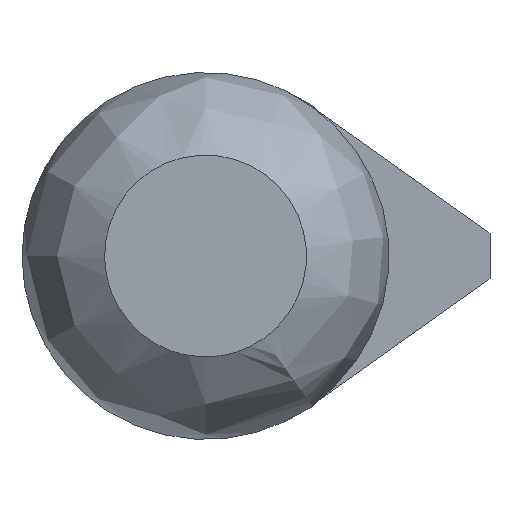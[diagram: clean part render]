
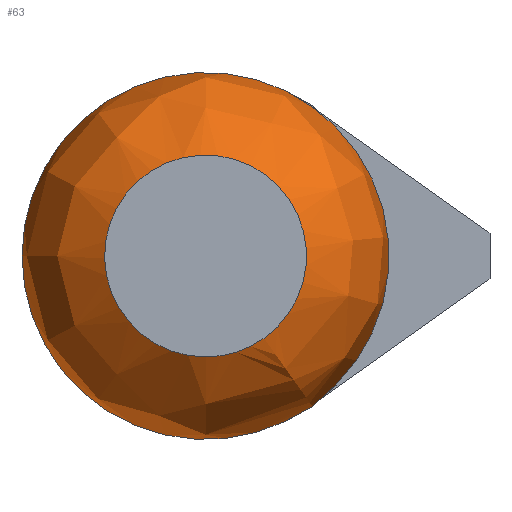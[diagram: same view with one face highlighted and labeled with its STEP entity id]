
A CAD part, front view. The second image highlights one B-rep face of the part: STEP entity #63.
In plain terms, the highlighted free-form (B-spline) face has degree [3, 3] with [4, 7] control points.
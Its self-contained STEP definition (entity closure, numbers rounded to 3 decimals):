
#63 = ADVANCED_FACE( '', ( #134, #135 ), #136, .T. );
#134 = FACE_OUTER_BOUND( '', #213, .T. );
#135 = FACE_OUTER_BOUND( '', #214, .T. );
#136 = ( BOUNDED_SURFACE(  )B_SPLINE_SURFACE( 3, 3, ( ( #217, #218, #219, #220, #221, #222, #223 ), ( #224, #225, #226, #227, #228, #229, #230 ), ( #231, #232, #233, #234, #235, #236, #237 ), ( #238, #239, #240, #241, #242, #243, #244 ) ), .UNSPECIFIED., .F., .T., .F. )B_SPLINE_SURFACE_WITH_KNOTS( ( 4, 4 ), ( 4, 3, 4 ), ( 0., 6.283 ), ( -0.134, 0.54, 1.215 ), .UNSPECIFIED. )GEOMETRIC_REPRESENTATION_ITEM(  )RATIONAL_B_SPLINE_SURFACE( ( ( 1., 0.333, 0.333, 1., 0.333, 0.333, 1. ), ( 0.854, 0.285, 0.285, 0.854, 0.285, 0.285, 0.854 ), ( 0.854, 0.285, 0.285, 0.854, 0.285, 0.285, 0.854 ), ( 1., 0.333, 0.333, 1., 0.333, 0.333, 1. ) ) )REPRESENTATION_ITEM( '' )SURFACE(  ) );
#213 = EDGE_LOOP( '', ( #387, #388 ) );
#214 = EDGE_LOOP( '', ( #389 ) );
#217 = CARTESIAN_POINT( '', ( 0., -73.5, -5.5 ) );
#218 = CARTESIAN_POINT( '', ( 11., -73.5, -5.5 ) );
#219 = CARTESIAN_POINT( '', ( 11., -73.5, 5.5 ) );
#220 = CARTESIAN_POINT( '', ( 0., -73.5, 5.5 ) );
#221 = CARTESIAN_POINT( '', ( -11., -73.5, 5.5 ) );
#222 = CARTESIAN_POINT( '', ( -11., -73.5, -5.5 ) );
#223 = CARTESIAN_POINT( '', ( 0., -73.5, -5.5 ) );
#224 = CARTESIAN_POINT( '', ( 0., -72.311, -8.701 ) );
#225 = CARTESIAN_POINT( '', ( 17.402, -72.311, -8.701 ) );
#226 = CARTESIAN_POINT( '', ( 17.402, -72.311, 8.701 ) );
#227 = CARTESIAN_POINT( '', ( 0., -72.311, 8.701 ) );
#228 = CARTESIAN_POINT( '', ( -17.402, -72.311, 8.701 ) );
#229 = CARTESIAN_POINT( '', ( -17.402, -72.311, -8.701 ) );
#230 = CARTESIAN_POINT( '', ( 0., -72.311, -8.701 ) );
#231 = CARTESIAN_POINT( '', ( 0., -69.384, -10.457 ) );
#232 = CARTESIAN_POINT( '', ( 20.915, -69.384, -10.457 ) );
#233 = CARTESIAN_POINT( '', ( 20.915, -69.384, 10.457 ) );
#234 = CARTESIAN_POINT( '', ( 0., -69.384, 10.457 ) );
#235 = CARTESIAN_POINT( '', ( -20.915, -69.384, 10.457 ) );
#236 = CARTESIAN_POINT( '', ( -20.915, -69.384, -10.457 ) );
#237 = CARTESIAN_POINT( '', ( 0., -69.384, -10.457 ) );
#238 = CARTESIAN_POINT( '', ( 0., -66., -10. ) );
#239 = CARTESIAN_POINT( '', ( 20., -66., -10. ) );
#240 = CARTESIAN_POINT( '', ( 20., -66., 10. ) );
#241 = CARTESIAN_POINT( '', ( 0., -66., 10. ) );
#242 = CARTESIAN_POINT( '', ( -20., -66., 10. ) );
#243 = CARTESIAN_POINT( '', ( -20., -66., -10. ) );
#244 = CARTESIAN_POINT( '', ( 0., -66., -10. ) );
#387 = ORIENTED_EDGE( '', *, *, #500, .F. );
#388 = ORIENTED_EDGE( '', *, *, #481, .F. );
#389 = ORIENTED_EDGE( '', *, *, #498, .F. );
#481 = EDGE_CURVE( '', #544, #546, #547, .T. );
#498 = EDGE_CURVE( '', #571, #571, #572, .T. );
#500 = EDGE_CURVE( '', #546, #544, #574, .T. );
#544 = VERTEX_POINT( '', #623 );
#546 = VERTEX_POINT( '', #626 );
#547 = CIRCLE( '', #627, 10. );
#571 = VERTEX_POINT( '', #660 );
#572 = CIRCLE( '', #661, 5.5 );
#574 = CIRCLE( '', #663, 10. );
#623 = CARTESIAN_POINT( '', ( 5.794, -66., -8.15 ) );
#626 = CARTESIAN_POINT( '', ( 5.794, -66., 8.15 ) );
#627 = AXIS2_PLACEMENT_3D( '', #718, #719, #720 );
#660 = CARTESIAN_POINT( '', ( 0., -73.5, -5.5 ) );
#661 = AXIS2_PLACEMENT_3D( '', #736, #737, #738 );
#663 = AXIS2_PLACEMENT_3D( '', #739, #740, #741 );
#718 = CARTESIAN_POINT( '', ( 0., -66., 0. ) );
#719 = DIRECTION( '', ( 0., 1., 0. ) );
#720 = DIRECTION( '', ( 1., 0., 0. ) );
#736 = CARTESIAN_POINT( '', ( 0., -73.5, 0. ) );
#737 = DIRECTION( '', ( 0., -1., 0. ) );
#738 = DIRECTION( '', ( 0., 0., -1. ) );
#739 = CARTESIAN_POINT( '', ( 0., -66., 0. ) );
#740 = DIRECTION( '', ( 0., 1., 0. ) );
#741 = DIRECTION( '', ( 0., 0., 1. ) );
